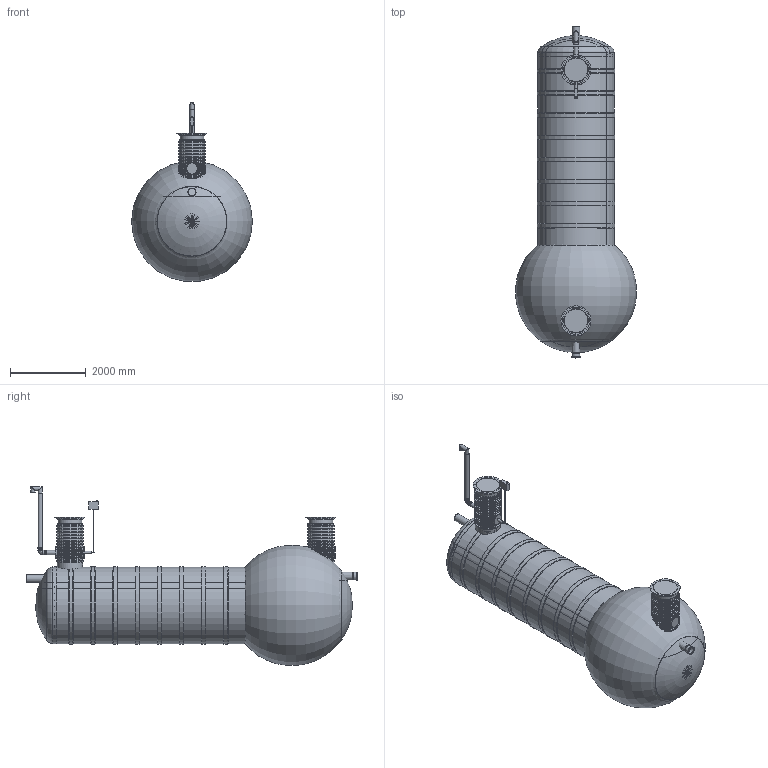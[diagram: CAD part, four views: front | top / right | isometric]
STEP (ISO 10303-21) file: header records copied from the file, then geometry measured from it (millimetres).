
FILE_DESCRIPTION(/* description */ ('Unknown'),/* implementation_level */ '2;1');
FILE_NAME(/* name */ 'Rasvaeraldaja NS40',/* time_stamp */ '2023-04-11T14:22:00+03:00',/* author */ ('Unknown'),/* organization */ ('Unknown'),/* preprocessor_version */ 'ST-DEVELOPER v18.1',/* originating_system */ 'Solid Edge',/* authorisation */ 'Unknown');
FILE_SCHEMA (('AUTOMOTIVE_DESIGN {1 0 10303 214 3 1 1}'));
Length unit declared in the file: millimetre
Products named in the file (33): Rasvaeraldaja NS40; Rasvaeraldaja NS40 ots2 D2000 21.03.23; rasvaeraldaja NS40_silinder 21.03.23; 2000 Ribi; muhvots_200.par pikemSisendile_2494.013; KolmikD200; 2494.004_väljundtoru; 2494.005toru alla väljundil; 2261.006; Rasvaeraldaja NS40 vahesein suur; 2494.011_väike vahesein; Polv D200; Liiva mudakambri maht rasvaeraldajas NS40; Rasva ruumala_rasvaeraldajas NS40; D665 KP silinder 26.04.19; 2697.001 tihend teeninduskaevule 670_var2; 2703.001; Malmluuk_D600_(Ginmika); Malmluugi_korpus_D600_(Ginmika); Malmluugi_kaan_D600_(Ginmika); 2693.001_var3; Rasva kogumismahuti maht NS40; RoundTubing 63x4.7_oa_0; RoundTubing 110x6.6_oa_1; PE_vent_malm_L=1500; PVC_polv_110; PE venttoru DN100 L=1500; Rotoventiots; elektrikarp loikefotole; RoundTubing 25x2.3_oa_2; Ujuk_oa_3; Ujuk_oa_4; Ujuk_oa_5
Assembly tree (51 placements, depth 3):
  Rasvaeraldaja NS40
    Rasvaeraldaja NS40 ots2 D2000 21.03.23  x2
    rasvaeraldaja NS40_silinder 21.03.23
    2000 Ribi  x12
    muhvots_200.par pikemSisendile_2494.013
    KolmikD200
    2494.004_väljundtoru
    2494.005toru alla väljundil
    2261.006
    Rasvaeraldaja NS40 vahesein suur
    2494.011_väike vahesein
    Polv D200
    Liiva mudakambri maht rasvaeraldajas NS40
    Rasva ruumala_rasvaeraldajas NS40
    D665 KP silinder 26.04.19  x2
    2697.001 tihend teeninduskaevule 670_var2  x4
    2703.001  x2
    Malmluuk_D600_(Ginmika)  x2
      Malmluugi_korpus_D600_(Ginmika)
      Malmluugi_kaan_D600_(Ginmika)
    2693.001_var3  x2
    Rasva kogumismahuti maht NS40
    RoundTubing 63x4.7_oa_0
    RoundTubing 110x6.6_oa_1
    PE_vent_malm_L=1500
      PVC_polv_110
      PE venttoru DN100 L=1500
      Rotoventiots
    elektrikarp loikefotole
    RoundTubing 25x2.3_oa_2
    Ujuk_oa_3
    Ujuk_oa_4
    Ujuk_oa_5
Bounding box: 3188.14 x 8759 x 4716.89 mm (x, y, z)
Volume: 34271460690.4 mm3; surface area: 285535024.8 mm2
Topology: 54 solids, 56 shells, 1274 faces, 2920 edges, 1898 vertices
Faces by surface type: plane 493, cylinder 396, torus 303, cone 39, bspline 38, sphere 5
Full cylindrical faces by diameter (mm): 6 x2, 8.5 x3, 10 x31, 20 x1, 20.4 x1, 25 x1, 53.6 x1, 63 x1, 96.8 x1, 100 x2, 103.2 x3, 105 x1, 110 x9, 120 x2, 130 x2, 184 x1, 188 x4, 190 x1, 200 x16, 205 x1, 212 x8, 215 x1, 217 x1, 220 x3, 232 x3, 233 x1, 595 x2, 600 x2, 609 x2, 610 x2
Entity records: 22093 total; most frequent: CARTESIAN_POINT 6799, DIRECTION 3060, ORIENTED_EDGE 2464, AXIS2_PLACEMENT_3D 1374, EDGE_CURVE 1232, FACE_BOUND 1159, EDGE_LOOP 1156, VERTEX_POINT 953
